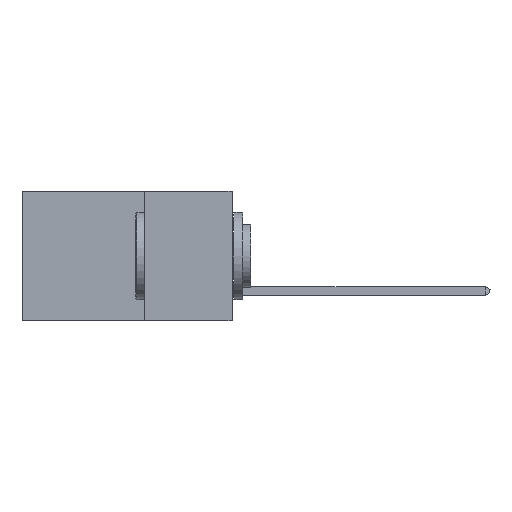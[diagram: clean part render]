
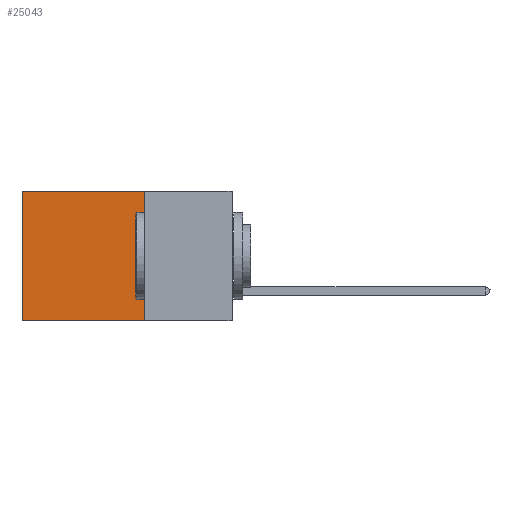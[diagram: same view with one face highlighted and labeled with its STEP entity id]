
A CAD part, left-side view. The second image highlights one B-rep face of the part: STEP entity #25043.
In plain terms, the highlighted planar face has unit normal (-1, 0, 0).
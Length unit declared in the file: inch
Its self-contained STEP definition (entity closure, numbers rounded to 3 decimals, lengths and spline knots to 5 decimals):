
#223 = ORIENTED_EDGE ( 'NONE', *, *, #20543, .F. ) ;
#896 = EDGE_CURVE ( 'NONE', #1210, #2762, #17885, .T. ) ;
#1210 = VERTEX_POINT ( 'NONE', #15877 ) ;
#1391 = LINE ( 'NONE', #8990, #22554 ) ;
#2407 = VERTEX_POINT ( 'NONE', #16396 ) ;
#2762 = VERTEX_POINT ( 'NONE', #9308 ) ;
#3315 = DIRECTION ( 'NONE',  ( 0., 1., 0. ) ) ;
#4570 = CARTESIAN_POINT ( 'NONE',  ( 0.2875, 0.6, 0. ) ) ;
#6175 = EDGE_CURVE ( 'NONE', #2407, #18146, #19887, .T. ) ;
#7418 = CARTESIAN_POINT ( 'NONE',  ( 0.2875, 0.25, 0. ) ) ;
#7640 = ORIENTED_EDGE ( 'NONE', *, *, #14984, .T. ) ;
#8990 = CARTESIAN_POINT ( 'NONE',  ( 0.2875, 0.25, 0. ) ) ;
#9308 = CARTESIAN_POINT ( 'NONE',  ( 0.2875, 0.6, -0.37 ) ) ;
#9366 = CARTESIAN_POINT ( 'NONE',  ( 0.2875, 0.25, -0.37 ) ) ;
#9422 = VECTOR ( 'NONE', #15516, 39.37008 ) ;
#10235 = ORIENTED_EDGE ( 'NONE', *, *, #896, .F. ) ;
#11382 = CARTESIAN_POINT ( 'NONE',  ( 0.2875, 0.25, 0. ) ) ;
#12422 = AXIS2_PLACEMENT_3D ( 'NONE', #11382, #21589, #17308 ) ;
#13493 = EDGE_LOOP ( 'NONE', ( #7640, #10235, #223, #24612 ) ) ;
#13892 = LINE ( 'NONE', #4570, #9422 ) ;
#14984 = EDGE_CURVE ( 'NONE', #18146, #2762, #13892, .T. ) ;
#15516 = DIRECTION ( 'NONE',  ( 0., 0., -1. ) ) ;
#15877 = CARTESIAN_POINT ( 'NONE',  ( 0.2875, 0.25, -0.37 ) ) ;
#16030 = VECTOR ( 'NONE', #3315, 39.37008 ) ;
#16396 = CARTESIAN_POINT ( 'NONE',  ( 0.2875, 0.25, 0. ) ) ;
#17308 = DIRECTION ( 'NONE',  ( 0., 0., -1. ) ) ;
#17564 = CARTESIAN_POINT ( 'NONE',  ( 0.2875, 0.6, 0. ) ) ;
#17885 = LINE ( 'NONE', #9366, #18533 ) ;
#18122 = FACE_OUTER_BOUND ( 'NONE', #13493, .T. ) ;
#18146 = VERTEX_POINT ( 'NONE', #17564 ) ;
#18533 = VECTOR ( 'NONE', #23675, 39.37008 ) ;
#19833 = DIRECTION ( 'NONE',  ( 0., 0., -1. ) ) ;
#19887 = LINE ( 'NONE', #7418, #16030 ) ;
#20543 = EDGE_CURVE ( 'NONE', #2407, #1210, #1391, .T. ) ;
#21589 = DIRECTION ( 'NONE',  ( 1., 0., 0. ) ) ;
#22554 = VECTOR ( 'NONE', #19833, 39.37008 ) ;
#23537 = PLANE ( 'NONE',  #12422 ) ;
#23675 = DIRECTION ( 'NONE',  ( 0., 1., 0. ) ) ;
#24612 = ORIENTED_EDGE ( 'NONE', *, *, #6175, .T. ) ;
#25043 = ADVANCED_FACE ( 'NONE', ( #18122 ), #23537, .F. ) ;
